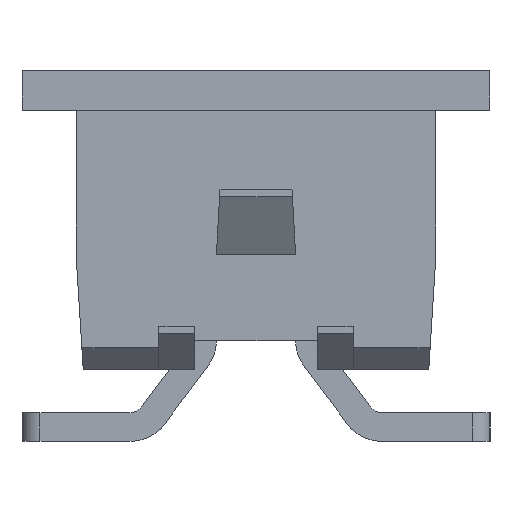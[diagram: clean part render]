
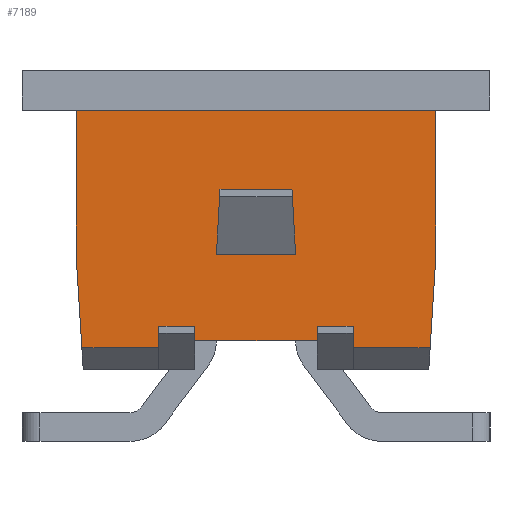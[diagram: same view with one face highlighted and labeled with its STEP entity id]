
A CAD part, left-side view. The second image highlights one B-rep face of the part: STEP entity #7189.
In plain terms, the highlighted planar face has unit normal (-1, 0, 0).
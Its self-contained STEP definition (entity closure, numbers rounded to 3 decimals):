
#551=ORIENTED_EDGE('',*,*,#2559,.T.);
#552=ORIENTED_EDGE('',*,*,#2539,.T.);
#553=ORIENTED_EDGE('',*,*,#2560,.F.);
#554=ORIENTED_EDGE('',*,*,#2547,.F.);
#555=ORIENTED_EDGE('',*,*,#2561,.T.);
#556=ORIENTED_EDGE('',*,*,#2562,.T.);
#557=ORIENTED_EDGE('',*,*,#2563,.F.);
#558=ORIENTED_EDGE('',*,*,#2564,.T.);
#559=ORIENTED_EDGE('',*,*,#2565,.F.);
#560=ORIENTED_EDGE('',*,*,#2566,.F.);
#561=ORIENTED_EDGE('',*,*,#2567,.T.);
#562=ORIENTED_EDGE('',*,*,#2568,.T.);
#563=ORIENTED_EDGE('',*,*,#2569,.F.);
#564=ORIENTED_EDGE('',*,*,#2570,.F.);
#565=ORIENTED_EDGE('',*,*,#2571,.F.);
#566=ORIENTED_EDGE('',*,*,#2572,.T.);
#567=ORIENTED_EDGE('',*,*,#2573,.T.);
#568=ORIENTED_EDGE('',*,*,#2574,.T.);
#2539=EDGE_CURVE('',#3523,#3524,#4251,.T.);
#2547=EDGE_CURVE('',#3529,#3530,#4259,.T.);
#2559=EDGE_CURVE('',#3529,#3523,#4271,.T.);
#2560=EDGE_CURVE('',#3530,#3524,#4272,.T.);
#2561=EDGE_CURVE('',#3539,#3540,#4273,.T.);
#2562=EDGE_CURVE('',#3540,#3541,#4274,.T.);
#2563=EDGE_CURVE('',#3542,#3541,#4275,.T.);
#2564=EDGE_CURVE('',#3542,#3543,#4276,.T.);
#2565=EDGE_CURVE('',#3544,#3543,#4277,.T.);
#2566=EDGE_CURVE('',#3545,#3544,#4278,.T.);
#2567=EDGE_CURVE('',#3545,#3546,#4279,.T.);
#2568=EDGE_CURVE('',#3546,#3547,#4280,.T.);
#2569=EDGE_CURVE('',#3548,#3547,#4281,.T.);
#2570=EDGE_CURVE('',#3549,#3548,#4282,.T.);
#2571=EDGE_CURVE('',#3550,#3549,#4283,.T.);
#2572=EDGE_CURVE('',#3550,#3551,#4284,.T.);
#2573=EDGE_CURVE('',#3551,#3552,#4285,.T.);
#2574=EDGE_CURVE('',#3552,#3539,#4286,.T.);
#3523=VERTEX_POINT('',#10375);
#3524=VERTEX_POINT('',#10376);
#3529=VERTEX_POINT('',#10390);
#3530=VERTEX_POINT('',#10392);
#3539=VERTEX_POINT('',#10419);
#3540=VERTEX_POINT('',#10420);
#3541=VERTEX_POINT('',#10422);
#3542=VERTEX_POINT('',#10424);
#3543=VERTEX_POINT('',#10426);
#3544=VERTEX_POINT('',#10428);
#3545=VERTEX_POINT('',#10430);
#3546=VERTEX_POINT('',#10432);
#3547=VERTEX_POINT('',#10434);
#3548=VERTEX_POINT('',#10436);
#3549=VERTEX_POINT('',#10438);
#3550=VERTEX_POINT('',#10440);
#3551=VERTEX_POINT('',#10442);
#3552=VERTEX_POINT('',#10444);
#4251=LINE('',#10374,#5253);
#4259=LINE('',#10391,#5261);
#4271=LINE('',#10416,#5273);
#4272=LINE('',#10417,#5274);
#4273=LINE('',#10418,#5275);
#4274=LINE('',#10421,#5276);
#4275=LINE('',#10423,#5277);
#4276=LINE('',#10425,#5278);
#4277=LINE('',#10427,#5279);
#4278=LINE('',#10429,#5280);
#4279=LINE('',#10431,#5281);
#4280=LINE('',#10433,#5282);
#4281=LINE('',#10435,#5283);
#4282=LINE('',#10437,#5284);
#4283=LINE('',#10439,#5285);
#4284=LINE('',#10441,#5286);
#4285=LINE('',#10443,#5287);
#4286=LINE('',#10445,#5288);
#5253=VECTOR('',#8382,1000.);
#5261=VECTOR('',#8394,1000.);
#5273=VECTOR('',#8414,1000.);
#5274=VECTOR('',#8415,1000.);
#5275=VECTOR('',#8416,1000.);
#5276=VECTOR('',#8417,1000.);
#5277=VECTOR('',#8418,1000.);
#5278=VECTOR('',#8419,1000.);
#5279=VECTOR('',#8420,1000.);
#5280=VECTOR('',#8421,1000.);
#5281=VECTOR('',#8422,1000.);
#5282=VECTOR('',#8423,1000.);
#5283=VECTOR('',#8424,1000.);
#5284=VECTOR('',#8425,1000.);
#5285=VECTOR('',#8426,1000.);
#5286=VECTOR('',#8427,1000.);
#5287=VECTOR('',#8428,1000.);
#5288=VECTOR('',#8429,1000.);
#6041=EDGE_LOOP('',(#551,#552,#553,#554));
#6042=EDGE_LOOP('',(#555,#556,#557,#558,#559,#560,#561,#562,#563,#564,#565,
#566,#567,#568));
#6445=FACE_BOUND('',#6041,.T.);
#6446=FACE_BOUND('',#6042,.T.);
#6849=PLANE('',#7581);
#7189=ADVANCED_FACE('',(#6445,#6446),#6849,.F.);
#7581=AXIS2_PLACEMENT_3D('',#10415,#8412,#8413);
#8382=DIRECTION('',(0.,1.,0.));
#8394=DIRECTION('',(0.,1.,0.));
#8412=DIRECTION('',(1.,0.,0.));
#8413=DIRECTION('',(0.,0.,-1.));
#8414=DIRECTION('',(0.,-0.055,-0.998));
#8415=DIRECTION('',(0.,0.055,-0.998));
#8416=DIRECTION('',(0.,0.,1.));
#8417=DIRECTION('',(0.,-1.,0.));
#8418=DIRECTION('',(0.,0.,1.));
#8419=DIRECTION('',(0.,-1.,0.));
#8420=DIRECTION('',(0.,0.,-1.));
#8421=DIRECTION('',(0.,1.,0.));
#8422=DIRECTION('',(0.,0.,-1.));
#8423=DIRECTION('',(0.,-1.,0.));
#8424=DIRECTION('',(0.,0.062,-0.998));
#8425=DIRECTION('',(0.,0.,-1.));
#8426=DIRECTION('',(0.,-1.,0.));
#8427=DIRECTION('',(0.,0.,-1.));
#8428=DIRECTION('',(0.,-0.062,-0.998));
#8429=DIRECTION('',(0.,-1.,0.));
#10374=CARTESIAN_POINT('',(-16.255,-0.55,1.6));
#10375=CARTESIAN_POINT('',(-16.255,-0.55,1.6));
#10376=CARTESIAN_POINT('',(-16.255,0.55,1.6));
#10390=CARTESIAN_POINT('',(-16.255,-0.5,2.5));
#10391=CARTESIAN_POINT('',(-16.255,-0.55,2.5));
#10392=CARTESIAN_POINT('',(-16.255,0.5,2.5));
#10415=CARTESIAN_POINT('',(-16.255,2.5,3.6));
#10416=CARTESIAN_POINT('',(-16.255,-0.5,2.5));
#10417=CARTESIAN_POINT('',(-16.255,0.5,2.5));
#10418=CARTESIAN_POINT('',(-16.255,1.35,0.3));
#10419=CARTESIAN_POINT('',(-16.255,1.35,0.3));
#10420=CARTESIAN_POINT('',(-16.255,1.35,0.6));
#10421=CARTESIAN_POINT('',(-16.255,1.35,0.6));
#10422=CARTESIAN_POINT('',(-16.255,0.85,0.6));
#10423=CARTESIAN_POINT('',(-16.255,0.85,0.3));
#10424=CARTESIAN_POINT('',(-16.255,0.85,0.4));
#10425=CARTESIAN_POINT('',(-16.255,2.5,0.4));
#10426=CARTESIAN_POINT('',(-16.255,-0.85,0.4));
#10427=CARTESIAN_POINT('',(-16.255,-0.85,0.6));
#10428=CARTESIAN_POINT('',(-16.255,-0.85,0.6));
#10429=CARTESIAN_POINT('',(-16.255,-1.35,0.6));
#10430=CARTESIAN_POINT('',(-16.255,-1.35,0.6));
#10431=CARTESIAN_POINT('',(-16.255,-1.35,0.6));
#10432=CARTESIAN_POINT('',(-16.255,-1.35,0.3));
#10433=CARTESIAN_POINT('',(-16.255,2.5,0.3));
#10434=CARTESIAN_POINT('',(-16.255,-2.419,0.3));
#10435=CARTESIAN_POINT('',(-16.255,-2.605,3.281));
#10436=CARTESIAN_POINT('',(-16.255,-2.5,1.6));
#10437=CARTESIAN_POINT('',(-16.255,-2.5,3.6));
#10438=CARTESIAN_POINT('',(-16.255,-2.5,3.6));
#10439=CARTESIAN_POINT('',(-16.255,2.5,3.6));
#10440=CARTESIAN_POINT('',(-16.255,2.5,3.6));
#10441=CARTESIAN_POINT('',(-16.255,2.5,3.6));
#10442=CARTESIAN_POINT('',(-16.255,2.5,1.6));
#10443=CARTESIAN_POINT('',(-16.255,2.625,3.592));
#10444=CARTESIAN_POINT('',(-16.255,2.419,0.3));
#10445=CARTESIAN_POINT('',(-16.255,2.5,0.3));
